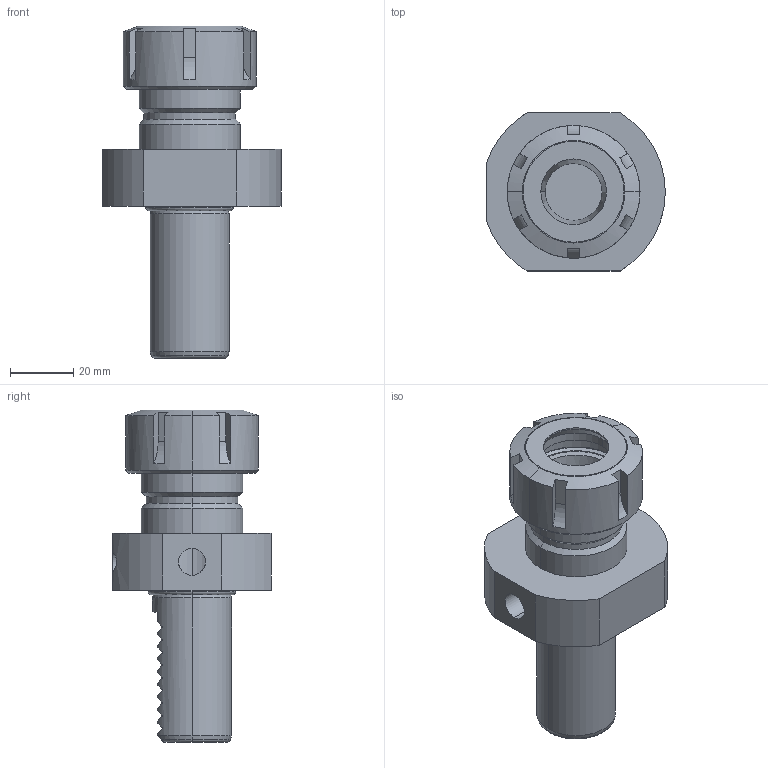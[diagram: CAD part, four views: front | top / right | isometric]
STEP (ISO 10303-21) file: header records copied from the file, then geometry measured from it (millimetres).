
FILE_DESCRIPTION (( 'STEP AP203' ), '1' );
FILE_NAME ('STEP.STEP', '2020-05-14T04:42:00', ( '' ), ( '' ), 'SwSTEP 2.0', 'SolidWorks 2017', '' );
FILE_SCHEMA (( 'CONFIG_CONTROL_DESIGN' ));
Length unit declared in the file: millimetre
Products named in the file (1): STEP
Bounding box: 56.5 x 50 x 105 mm (x, y, z)
Volume: 85312.8 mm3; surface area: 25781.9 mm2
Topology: 4 solids, 4 shells, 185 faces, 460 edges, 285 vertices
Faces by surface type: plane 75, cylinder 60, cone 35, torus 15
Entity records: 5949 total; most frequent: CARTESIAN_POINT 1578, ORIENTED_EDGE 912, DIRECTION 894, EDGE_CURVE 456, AXIS2_PLACEMENT_3D 346, VERTEX_POINT 285, LINE 202, VECTOR 202
